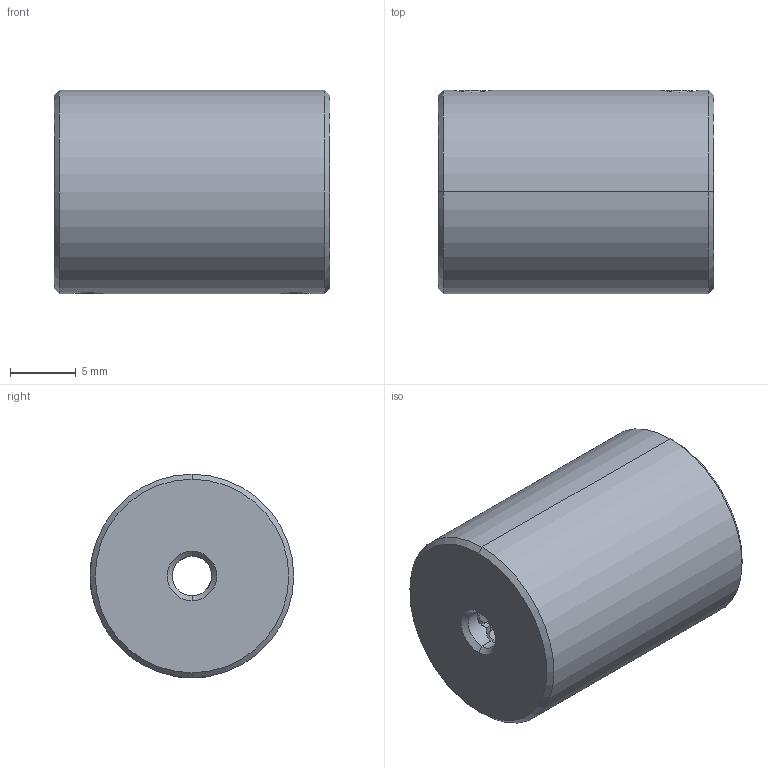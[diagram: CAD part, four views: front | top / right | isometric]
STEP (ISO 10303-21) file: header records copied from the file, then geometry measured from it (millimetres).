
FILE_DESCRIPTION (( 'STEP AP203' ), '1' );
FILE_NAME ('CL1-M15.step', '2011-08-10T06:48:21', ( '' ), ( '' ), 'SwSTEP 2.0', 'SolidWorks 2010', '' );
FILE_SCHEMA (( 'CONFIG_CONTROL_DESIGN' ));
Length unit declared in the file: millimetre
Products named in the file (1): CL1-M15
Bounding box: 21 x 15.5 x 15.5 mm (x, y, z)
Volume: 3781.7 mm3; surface area: 1981.4 mm2
Topology: 5 solids, 5 shells, 92 faces, 220 edges, 138 vertices
Faces by surface type: plane 40, cylinder 24, cone 24, bspline 4
Entity records: 3161 total; most frequent: CARTESIAN_POINT 987, ORIENTED_EDGE 440, DIRECTION 414, EDGE_CURVE 220, AXIS2_PLACEMENT_3D 145, VERTEX_POINT 138, LINE 124, VECTOR 124
